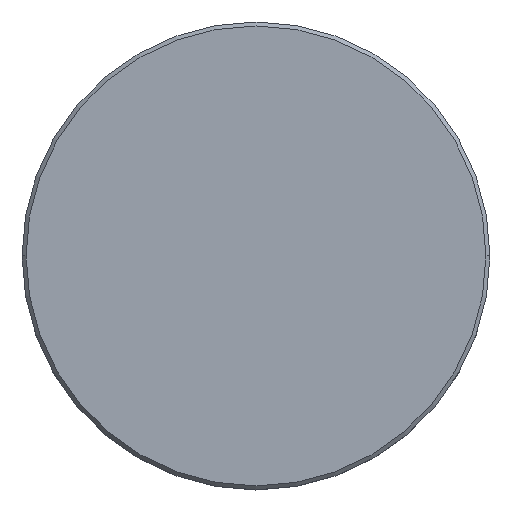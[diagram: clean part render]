
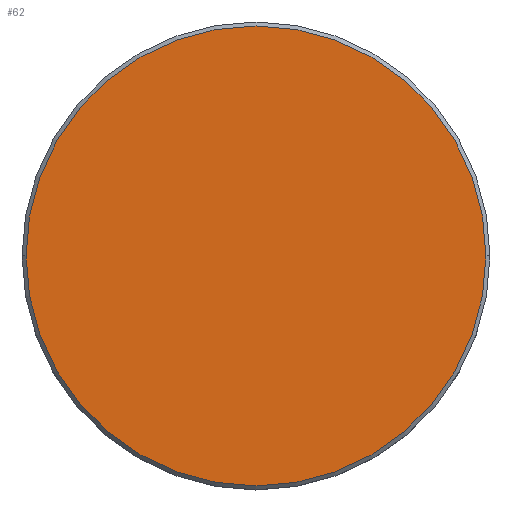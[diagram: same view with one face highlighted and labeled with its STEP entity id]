
A CAD part, top view. The second image highlights one B-rep face of the part: STEP entity #62.
In plain terms, the highlighted planar face has unit normal (0, 0, 1).
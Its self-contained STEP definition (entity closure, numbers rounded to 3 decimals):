
#60 = DIRECTION ( 'NONE',  ( 0., 0., 1. ) ) ;
#62 = ADVANCED_FACE ( 'NONE', ( #77 ), #527, .T. ) ;
#72 = CARTESIAN_POINT ( 'NONE',  ( 0., 0., 0. ) ) ;
#77 = FACE_OUTER_BOUND ( 'NONE', #290, .T. ) ;
#177 = AXIS2_PLACEMENT_3D ( 'NONE', #450, #186, #543 ) ;
#186 = DIRECTION ( 'NONE',  ( 0., 0., 1. ) ) ;
#290 = EDGE_LOOP ( 'NONE', ( #388, #1136 ) ) ;
#356 = CARTESIAN_POINT ( 'NONE',  ( -29., 0., 0. ) ) ;
#388 = ORIENTED_EDGE ( 'NONE', *, *, #1139, .T. ) ;
#420 = DIRECTION ( 'NONE',  ( 1., 0., 0. ) ) ;
#450 = CARTESIAN_POINT ( 'NONE',  ( 0., 0., 0. ) ) ;
#468 = AXIS2_PLACEMENT_3D ( 'NONE', #597, #902, #692 ) ;
#499 = VERTEX_POINT ( 'NONE', #689 ) ;
#527 = PLANE ( 'NONE',  #468 ) ;
#543 = DIRECTION ( 'NONE',  ( 1., 0., 0. ) ) ;
#587 = VERTEX_POINT ( 'NONE', #356 ) ;
#597 = CARTESIAN_POINT ( 'NONE',  ( 0., 0., 0. ) ) ;
#633 = CIRCLE ( 'NONE', #943, 29. ) ;
#689 = CARTESIAN_POINT ( 'NONE',  ( 29., 0., 0. ) ) ;
#692 = DIRECTION ( 'NONE',  ( 1., 0., 0. ) ) ;
#766 = CIRCLE ( 'NONE', #177, 29. ) ;
#902 = DIRECTION ( 'NONE',  ( 0., 0., 1. ) ) ;
#925 = EDGE_CURVE ( 'NONE', #499, #587, #633, .T. ) ;
#943 = AXIS2_PLACEMENT_3D ( 'NONE', #72, #60, #420 ) ;
#1136 = ORIENTED_EDGE ( 'NONE', *, *, #925, .T. ) ;
#1139 = EDGE_CURVE ( 'NONE', #587, #499, #766, .T. ) ;
